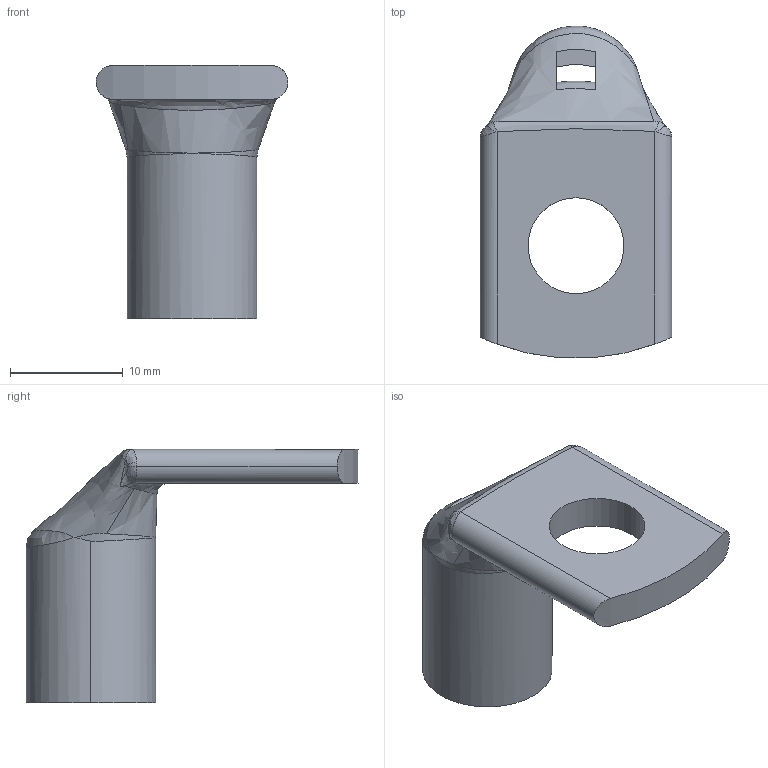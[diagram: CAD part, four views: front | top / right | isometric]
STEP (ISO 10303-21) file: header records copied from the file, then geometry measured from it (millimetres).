
FILE_DESCRIPTION (( 'STEP AP203' ), '1' );
FILE_NAME ('17379.STEP', '2025-07-01T13:48:04', ( '' ), ( '' ), 'SwSTEP 2.0', 'SolidWorks 2022', '' );
FILE_SCHEMA (( 'CONFIG_CONTROL_DESIGN' ));
Length unit declared in the file: millimetre
Products named in the file (1): 17379
Bounding box: 17 x 29.45 x 22.45 mm (x, y, z)
Volume: 1608.8 mm3; surface area: 2359.6 mm2
Topology: 1 solids, 1 shells, 82 faces, 212 edges, 130 vertices
Faces by surface type: bspline 49, cylinder 17, plane 14, cone 2
Entity records: 8970 total; most frequent: CARTESIAN_POINT 7328, ORIENTED_EDGE 416, EDGE_CURVE 208, DIRECTION 189, VERTEX_POINT 130, B_SPLINE_CURVE_WITH_KNOTS 129, EDGE_LOOP 88, ADVANCED_FACE 82
